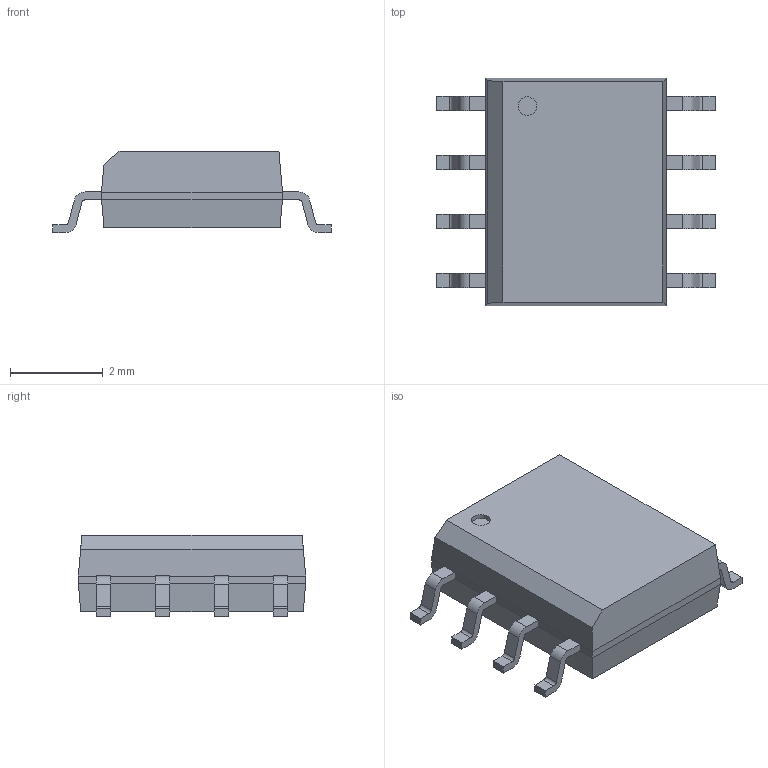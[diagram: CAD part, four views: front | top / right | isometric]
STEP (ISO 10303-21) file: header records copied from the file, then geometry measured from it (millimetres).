
FILE_DESCRIPTION(('FreeCAD Model'),'2;1');
FILE_NAME('Open CASCADE Shape Model','2021-01-16T16:44:05',( 'Krisjanis Rijnieks'),('NOT-19 (Aalto Fablab)'), 'Open CASCADE STEP processor 7.4','FreeCAD','Unknown');
FILE_SCHEMA(('AUTOMOTIVE_DESIGN { 1 0 10303 214 1 1 1 1 }'));
Length unit declared in the file: millimetre
Products named in the file (5): SOIC_8_3_9x4_9mm_P1_27mm; Leads; Leads_Right; Package; Dot
Assembly tree (7 placements, depth 3):
  SOIC_8_3_9x4_9mm_P1_27mm
    Leads
      Leads_Right  x4
    Package
    Dot
Bounding box: 6 x 4.9 x 1.75 mm (x, y, z)
Volume: 31.9 mm3; surface area: 91.6 mm2
Topology: 6 solids, 6 shells, 124 faces, 309 edges, 198 vertices
Faces by surface type: plane 90, cylinder 34
Full cylindrical faces by diameter (mm): 0.4 x2
Entity records: 1409 total; most frequent: DIRECTION 233, CARTESIAN_POINT 225, ORIENTED_EDGE 210, EDGE_CURVE 105, LINE 85, VECTOR 85, AXIS2_PLACEMENT_3D 74, VERTEX_POINT 66
